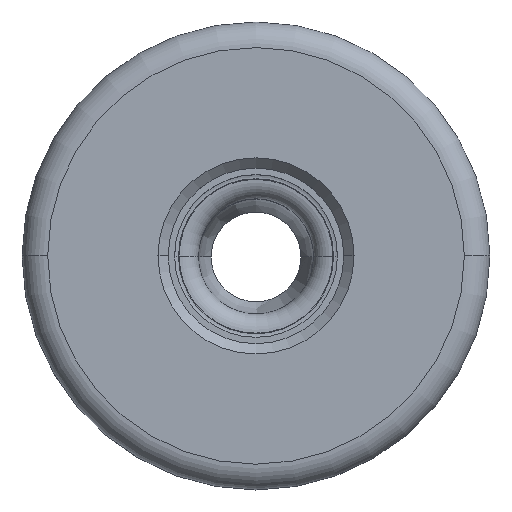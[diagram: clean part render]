
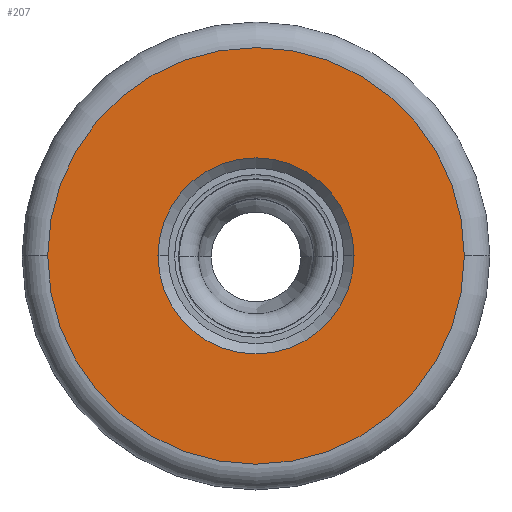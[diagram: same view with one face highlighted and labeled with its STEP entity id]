
A CAD part, top view. The second image highlights one B-rep face of the part: STEP entity #207.
In plain terms, the highlighted planar face has unit normal (0, 0, 1).
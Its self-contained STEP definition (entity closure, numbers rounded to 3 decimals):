
#28=PLANE('',#1983);
#34=FACE_BOUND('',#433,.T.);
#35=FACE_BOUND('',#434,.T.);
#207=ADVANCED_FACE('',(#34,#35),#28,.F.);
#433=EDGE_LOOP('',(#741,#742,#743,#744));
#434=EDGE_LOOP('',(#745,#746,#747,#748));
#741=ORIENTED_EDGE('',*,*,#1262,.F.);
#742=ORIENTED_EDGE('',*,*,#1261,.F.);
#743=ORIENTED_EDGE('',*,*,#1259,.F.);
#744=ORIENTED_EDGE('',*,*,#1258,.F.);
#745=ORIENTED_EDGE('',*,*,#1263,.F.);
#746=ORIENTED_EDGE('',*,*,#1264,.F.);
#747=ORIENTED_EDGE('',*,*,#1265,.F.);
#748=ORIENTED_EDGE('',*,*,#1266,.F.);
#1047=VERTEX_POINT('',#3815);
#1048=VERTEX_POINT('',#3817);
#1049=VERTEX_POINT('',#3819);
#1050=VERTEX_POINT('',#3823);
#1051=VERTEX_POINT('',#3827);
#1052=VERTEX_POINT('',#3828);
#1053=VERTEX_POINT('',#3830);
#1054=VERTEX_POINT('',#3832);
#1258=EDGE_CURVE('',#1047,#1048,#1530,.T.);
#1259=EDGE_CURVE('',#1048,#1049,#1531,.T.);
#1261=EDGE_CURVE('',#1049,#1050,#1533,.T.);
#1262=EDGE_CURVE('',#1050,#1047,#1534,.T.);
#1263=EDGE_CURVE('',#1051,#1052,#1535,.T.);
#1264=EDGE_CURVE('',#1053,#1051,#1536,.T.);
#1265=EDGE_CURVE('',#1054,#1053,#1537,.T.);
#1266=EDGE_CURVE('',#1052,#1054,#1538,.T.);
#1530=CIRCLE('',#1972,16.257);
#1531=CIRCLE('',#1973,16.257);
#1533=CIRCLE('',#1976,16.257);
#1534=CIRCLE('',#1977,16.257);
#1535=CIRCLE('',#1979,7.65);
#1536=CIRCLE('',#1980,7.65);
#1537=CIRCLE('',#1981,7.65);
#1538=CIRCLE('',#1982,7.65);
#1972=AXIS2_PLACEMENT_3D('',#3816,#2400,#2401);
#1973=AXIS2_PLACEMENT_3D('',#3818,#2402,#2403);
#1976=AXIS2_PLACEMENT_3D('',#3822,#2408,#2409);
#1977=AXIS2_PLACEMENT_3D('',#3824,#2410,#2411);
#1979=AXIS2_PLACEMENT_3D('',#3826,#2414,#2415);
#1980=AXIS2_PLACEMENT_3D('',#3829,#2416,#2417);
#1981=AXIS2_PLACEMENT_3D('',#3831,#2418,#2419);
#1982=AXIS2_PLACEMENT_3D('',#3833,#2420,#2421);
#1983=AXIS2_PLACEMENT_3D('',#3834,#2422,#2423);
#2400=DIRECTION('',(0.,0.,-1.));
#2401=DIRECTION('',(-1.,0.,0.));
#2402=DIRECTION('',(0.,0.,-1.));
#2403=DIRECTION('',(-1.,0.001,0.));
#2408=DIRECTION('',(0.,0.,-1.));
#2409=DIRECTION('',(1.,0.,0.));
#2410=DIRECTION('',(0.,0.,-1.));
#2411=DIRECTION('',(1.,-0.001,0.));
#2414=DIRECTION('',(0.,0.,1.));
#2415=DIRECTION('',(0.,-1.,0.));
#2416=DIRECTION('',(0.,0.,1.));
#2417=DIRECTION('',(-1.,0.,0.));
#2418=DIRECTION('',(0.,0.,1.));
#2419=DIRECTION('',(0.,1.,0.));
#2420=DIRECTION('',(0.,0.,1.));
#2421=DIRECTION('',(1.,0.,0.));
#2422=DIRECTION('',(0.,0.,-1.));
#2423=DIRECTION('',(-1.,0.,0.));
#3815=CARTESIAN_POINT('',(-16.257,0.,0.));
#3816=CARTESIAN_POINT('',(0.,0.,0.));
#3817=CARTESIAN_POINT('',(-16.256,0.019,0.));
#3818=CARTESIAN_POINT('',(0.,0.,0.));
#3819=CARTESIAN_POINT('',(16.257,0.,0.));
#3822=CARTESIAN_POINT('',(0.,0.,0.));
#3823=CARTESIAN_POINT('',(16.256,-0.019,0.));
#3824=CARTESIAN_POINT('',(0.,0.,0.));
#3826=CARTESIAN_POINT('',(0.,0.,0.));
#3827=CARTESIAN_POINT('',(0.,-7.65,0.));
#3828=CARTESIAN_POINT('',(7.65,0.,0.));
#3829=CARTESIAN_POINT('',(0.,0.,0.));
#3830=CARTESIAN_POINT('',(-7.65,0.,0.));
#3831=CARTESIAN_POINT('',(0.,0.,0.));
#3832=CARTESIAN_POINT('',(0.,7.65,0.));
#3833=CARTESIAN_POINT('',(0.,0.,0.));
#3834=CARTESIAN_POINT('',(0.,0.,0.));
